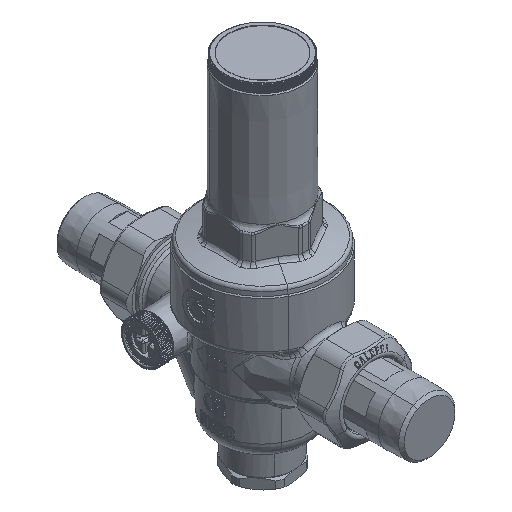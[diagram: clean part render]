
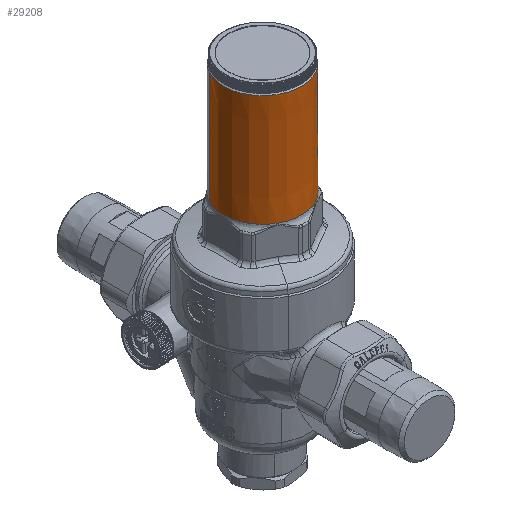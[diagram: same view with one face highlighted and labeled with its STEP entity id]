
A CAD part, isometric view. The second image highlights one B-rep face of the part: STEP entity #29208.
In plain terms, the highlighted conical face has half-angle 0.104 degrees and reference radius 18 mm.
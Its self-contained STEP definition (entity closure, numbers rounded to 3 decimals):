
#29143=CARTESIAN_POINT('Axis2P3D Location',(0.,0.,106.8)) ;
#29147=CARTESIAN_POINT('Vertex',(15.8,-8.632,106.8)) ;
#29149=CARTESIAN_POINT('Vertex',(-15.8,8.632,106.8)) ;
#29166=CARTESIAN_POINT('Axis2P3D Location',(0.,0.,109.)) ;
#29171=CARTESIAN_POINT('Line Origine',(15.84,-8.654,81.4)) ;
#29175=CARTESIAN_POINT('Vertex',(15.881,-8.676,55.528)) ;
#29182=CARTESIAN_POINT('Vertex',(-15.881,8.676,55.528)) ;
#29185=CARTESIAN_POINT('Line Origine',(-15.84,8.654,81.4)) ;
#29197=CARTESIAN_POINT('Axis2P3D Location',(0.,0.,55.528)) ;
#29144=DIRECTION('Axis2P3D Direction',(-0.,-0.,-1.)) ;
#29167=DIRECTION('Axis2P3D Direction',(0.,0.,-1.)) ;
#29168=DIRECTION('Axis2P3D XDirection',(0.878,-0.479,0.)) ;
#29172=DIRECTION('Vector Direction',(0.002,-0.001,-1.)) ;
#29186=DIRECTION('Vector Direction',(-0.002,0.001,-1.)) ;
#29198=DIRECTION('Axis2P3D Direction',(-0.,-0.,-1.)) ;
#29145=AXIS2_PLACEMENT_3D('Circle Axis2P3D',#29143,#29144,$) ;
#29169=AXIS2_PLACEMENT_3D('Cone Axis2P3D',#29166,#29167,#29168) ;
#29199=AXIS2_PLACEMENT_3D('Circle Axis2P3D',#29197,#29198,$) ;
#29203=ORIENTED_EDGE('',*,*,#29189,.F.) ;
#29204=ORIENTED_EDGE('',*,*,#29201,.T.) ;
#29205=ORIENTED_EDGE('',*,*,#29177,.T.) ;
#29206=ORIENTED_EDGE('',*,*,#29151,.T.) ;
#29173=VECTOR('Line Direction',#29172,1.) ;
#29187=VECTOR('Line Direction',#29186,1.) ;
#29208=ADVANCED_FACE('PartBody',(#29207),#29170,.T.) ;
#29146=CIRCLE('generated circle',#29145,18.004) ;
#29200=CIRCLE('generated circle',#29199,18.097) ;
#29170=CONICAL_SURFACE('Cone',#29169,18.,0.002) ;
#29151=EDGE_CURVE('',#29148,#29150,#29146,.T.) ;
#29177=EDGE_CURVE('',#29176,#29148,#29174,.F.) ;
#29189=EDGE_CURVE('',#29183,#29150,#29188,.F.) ;
#29201=EDGE_CURVE('',#29183,#29176,#29200,.F.) ;
#29202=EDGE_LOOP('',(#29203,#29204,#29205,#29206)) ;
#29207=FACE_OUTER_BOUND('',#29202,.T.) ;
#29174=LINE('Line',#29171,#29173) ;
#29188=LINE('Line',#29185,#29187) ;
#29148=VERTEX_POINT('',#29147) ;
#29150=VERTEX_POINT('',#29149) ;
#29176=VERTEX_POINT('',#29175) ;
#29183=VERTEX_POINT('',#29182) ;
